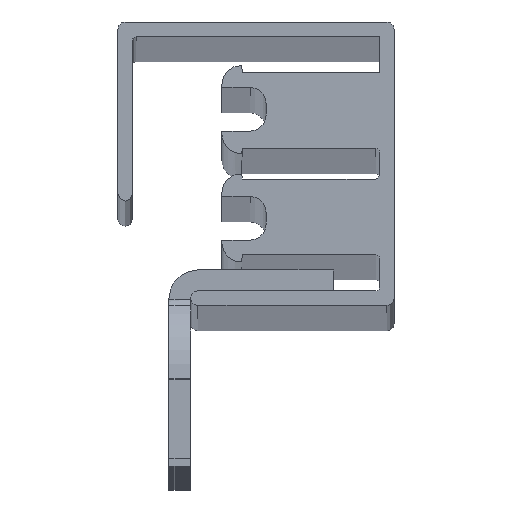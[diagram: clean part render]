
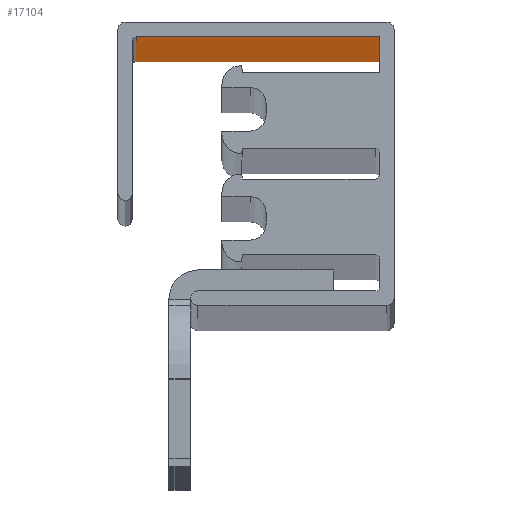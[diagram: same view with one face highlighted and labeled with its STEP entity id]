
A CAD part, top view. The second image highlights one B-rep face of the part: STEP entity #17104.
In plain terms, the highlighted planar face has unit normal (0, -1, 0).
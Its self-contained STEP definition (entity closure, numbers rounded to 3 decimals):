
#128=DIRECTION('',(-1.,0.,0.));
#129=VECTOR('',#128,16.75);
#130=CARTESIAN_POINT('',(8.5,8.723,-500.));
#131=LINE('',#130,#129);
#132=DIRECTION('',(0.,0.,-1.));
#133=VECTOR('',#132,1000.);
#134=CARTESIAN_POINT('',(8.5,8.723,500.));
#135=LINE('',#134,#133);
#136=DIRECTION('',(0.,0.,-1.));
#137=VECTOR('',#136,1000.);
#138=CARTESIAN_POINT('',(-8.25,8.723,500.));
#139=LINE('',#138,#137);
#4691=DIRECTION('',(-1.,0.,0.));
#4692=VECTOR('',#4691,16.75);
#4693=CARTESIAN_POINT('',(8.5,8.723,500.));
#4694=LINE('',#4693,#4692);
#13289=CARTESIAN_POINT('',(-8.25,8.723,-500.));
#13290=VERTEX_POINT('',#13289);
#13291=CARTESIAN_POINT('',(8.5,8.723,-500.));
#13292=VERTEX_POINT('',#13291);
#13295=CARTESIAN_POINT('',(8.5,8.723,500.));
#13296=VERTEX_POINT('',#13295);
#13297=CARTESIAN_POINT('',(-8.25,8.723,500.));
#13298=VERTEX_POINT('',#13297);
#17091=CARTESIAN_POINT('',(0.125,8.723,0.));
#17092=DIRECTION('',(0.,1.,0.));
#17093=DIRECTION('',(1.,0.,0.));
#17094=AXIS2_PLACEMENT_3D('',#17091,#17092,#17093);
#17095=PLANE('',#17094);
#17096=ORIENTED_EDGE('',*,*,#17055,.T.);
#17098=ORIENTED_EDGE('',*,*,#17097,.F.);
#17100=ORIENTED_EDGE('',*,*,#17099,.F.);
#17101=ORIENTED_EDGE('',*,*,#17083,.T.);
#17102=EDGE_LOOP('',(#17096,#17098,#17100,#17101));
#17103=FACE_OUTER_BOUND('',#17102,.F.);
#17055=EDGE_CURVE('',#13292,#13290,#131,.T.);
#17083=EDGE_CURVE('',#13296,#13292,#135,.T.);
#17097=EDGE_CURVE('',#13298,#13290,#139,.T.);
#17099=EDGE_CURVE('',#13296,#13298,#4694,.T.);
#17104=ADVANCED_FACE('',(#17103),#17095,.F.);
